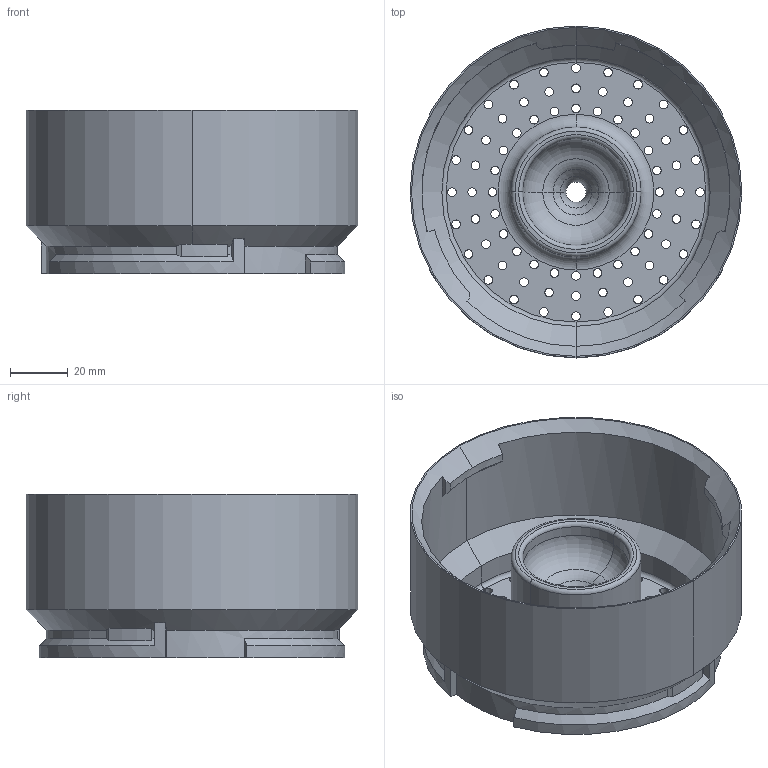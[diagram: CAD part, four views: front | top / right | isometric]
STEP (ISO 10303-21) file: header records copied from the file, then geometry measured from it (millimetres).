
FILE_DESCRIPTION (( 'STEP AP203' ), '1' );
FILE_NAME ('Dispenser_Module_Internal.STEP', '2020-11-29T12:40:05', ( '' ), ( '' ), '', '', '' );
FILE_SCHEMA (( 'CONFIG_CONTROL_DESIGN' ));
Length unit declared in the file: millimetre
Products named in the file (1): Dispenser_Module_Internal
Bounding box: 115 x 115 x 56.5 mm (x, y, z)
Volume: 120891.5 mm3; surface area: 65129.3 mm2
Topology: 1 solids, 1 shells, 258 faces, 711 edges, 458 vertices
Faces by surface type: cylinder 179, plane 32, cone 25, torus 22
Entity records: 8778 total; most frequent: DIRECTION 1643, CARTESIAN_POINT 1464, ORIENTED_EDGE 1422, EDGE_CURVE 711, AXIS2_PLACEMENT_3D 685, VERTEX_POINT 458, CIRCLE 426, EDGE_LOOP 407
